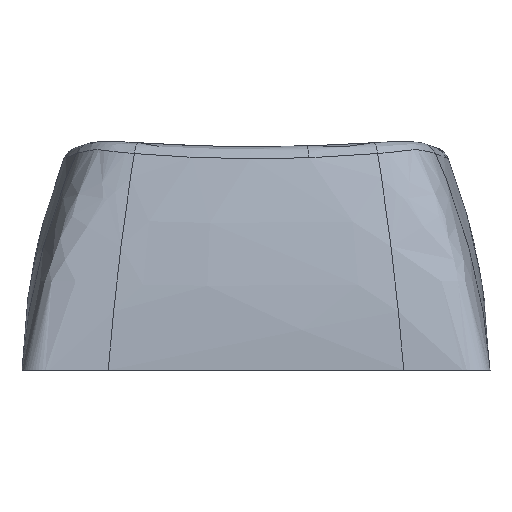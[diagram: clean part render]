
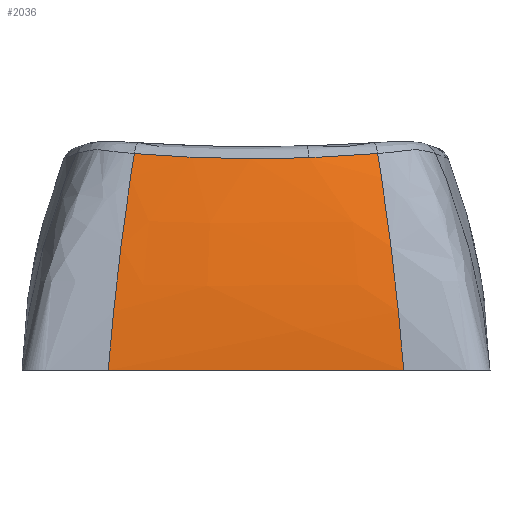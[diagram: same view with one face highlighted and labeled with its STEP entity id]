
A CAD part, front view. The second image highlights one B-rep face of the part: STEP entity #2036.
In plain terms, the highlighted free-form (B-spline) face has degree [3, 3] with [5, 11] control points.
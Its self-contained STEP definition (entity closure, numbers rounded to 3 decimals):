
#55=B_SPLINE_SURFACE_WITH_KNOTS('',3,3,((#10596,#10597,#10598,#10599,#10600,
#10601,#10602,#10603,#10604,#10605,#10606),(#10607,#10608,#10609,#10610,
#10611,#10612,#10613,#10614,#10615,#10616,#10617),(#10618,#10619,#10620,
#10621,#10622,#10623,#10624,#10625,#10626,#10627,#10628),(#10629,#10630,
#10631,#10632,#10633,#10634,#10635,#10636,#10637,#10638,#10639),(#10640,
#10641,#10642,#10643,#10644,#10645,#10646,#10647,#10648,#10649,#10650)),
 .UNSPECIFIED.,.F.,.F.,.F.,(4,1,4),(4,1,1,2,1,1,1,4),(-1.,-0.593,
-0.051),(-5.405,-5.356,-5.29,
-5.157,-4.813,-4.673,-4.604,
-4.518),.UNSPECIFIED.);
#216=B_SPLINE_CURVE_WITH_KNOTS('',3,(#9267,#9268,#9269,#9270),
 .UNSPECIFIED.,.F.,.F.,(4,4),(-0.149,-0.051),
 .UNSPECIFIED.);
#217=B_SPLINE_CURVE_WITH_KNOTS('',3,(#9272,#9273,#9274,#9275,#9276),
 .UNSPECIFIED.,.F.,.F.,(4,1,4),(-1.,-0.59,-0.149),
 .UNSPECIFIED.);
#229=B_SPLINE_CURVE_WITH_KNOTS('',3,(#10162,#10163,#10164,#10165),
 .UNSPECIFIED.,.F.,.F.,(4,4),(-0.264,0.),
 .UNSPECIFIED.);
#239=B_SPLINE_CURVE_WITH_KNOTS('',3,(#10440,#10441,#10442,#10443,#10444,
#10445,#10446,#10447,#10448,#10449),.UNSPECIFIED.,.F.,.F.,(4,2,2,2,4),(-0.929,
-0.842,-0.772,-0.628,-0.264),
 .UNSPECIFIED.);
#246=B_SPLINE_CURVE_WITH_KNOTS('',3,(#10652,#10653,#10654,#10655),
 .UNSPECIFIED.,.F.,.F.,(4,4),(-0.149,-0.051),
 .UNSPECIFIED.);
#247=B_SPLINE_CURVE_WITH_KNOTS('',3,(#10657,#10658,#10659,#10660,#10661),
 .UNSPECIFIED.,.F.,.F.,(4,1,4),(-1.,-0.593,-0.149),
 .UNSPECIFIED.);
#366=LINE('',#10662,#434);
#434=VECTOR('',#2465,10.);
#541=FACE_OUTER_BOUND('',#648,.T.);
#648=EDGE_LOOP('',(#1827,#1828,#1829,#1830,#1831,#1832,#1833));
#911=VERTEX_POINT('',#9258);
#912=VERTEX_POINT('',#9266);
#913=VERTEX_POINT('',#9271);
#922=VERTEX_POINT('',#10153);
#932=VERTEX_POINT('',#10438);
#937=VERTEX_POINT('',#10651);
#938=VERTEX_POINT('',#10656);
#1219=EDGE_CURVE('',#912,#911,#216,.T.);
#1220=EDGE_CURVE('',#913,#912,#217,.T.);
#1232=EDGE_CURVE('',#922,#911,#229,.T.);
#1246=EDGE_CURVE('',#932,#922,#239,.T.);
#1253=EDGE_CURVE('',#937,#932,#246,.T.);
#1254=EDGE_CURVE('',#938,#937,#247,.T.);
#1255=EDGE_CURVE('',#913,#938,#366,.T.);
#1827=ORIENTED_EDGE('',*,*,#1219,.T.);
#1828=ORIENTED_EDGE('',*,*,#1232,.F.);
#1829=ORIENTED_EDGE('',*,*,#1246,.F.);
#1830=ORIENTED_EDGE('',*,*,#1253,.F.);
#1831=ORIENTED_EDGE('',*,*,#1254,.F.);
#1832=ORIENTED_EDGE('',*,*,#1255,.F.);
#1833=ORIENTED_EDGE('',*,*,#1220,.T.);
#2036=ADVANCED_FACE('',(#541),#55,.T.);
#2465=DIRECTION('',(-1.,0.,0.));
#9258=CARTESIAN_POINT('',(25.734,-6.728,3.887));
#9266=CARTESIAN_POINT('',(25.884,-7.132,2.943));
#9267=CARTESIAN_POINT('Ctrl Pts',(25.884,-7.132,2.943));
#9268=CARTESIAN_POINT('Ctrl Pts',(25.836,-7.006,3.256));
#9269=CARTESIAN_POINT('Ctrl Pts',(25.786,-6.872,3.571));
#9270=CARTESIAN_POINT('Ctrl Pts',(25.734,-6.728,3.887));
#9271=CARTESIAN_POINT('',(26.75,-8.855,-4.55));
#9272=CARTESIAN_POINT('Ctrl Pts',(26.75,-8.855,-4.55));
#9273=CARTESIAN_POINT('Ctrl Pts',(26.67,-8.793,-3.519));
#9274=CARTESIAN_POINT('Ctrl Pts',(26.438,-8.446,-1.127));
#9275=CARTESIAN_POINT('Ctrl Pts',(26.1,-7.697,1.531));
#9276=CARTESIAN_POINT('Ctrl Pts',(25.884,-7.132,2.943));
#10153=CARTESIAN_POINT('',(23.061,-7.132,3.723));
#10162=CARTESIAN_POINT('Ctrl Pts',(23.061,-7.132,3.723));
#10163=CARTESIAN_POINT('Ctrl Pts',(23.961,-7.051,3.757));
#10164=CARTESIAN_POINT('Ctrl Pts',(24.855,-6.916,3.812));
#10165=CARTESIAN_POINT('Ctrl Pts',(25.734,-6.728,3.887));
#10438=CARTESIAN_POINT('',(16.267,-6.728,3.887));
#10440=CARTESIAN_POINT('Ctrl Pts',(16.267,-6.728,3.887));
#10441=CARTESIAN_POINT('Ctrl Pts',(16.556,-6.79,3.862));
#10442=CARTESIAN_POINT('Ctrl Pts',(16.846,-6.846,3.839));
#10443=CARTESIAN_POINT('Ctrl Pts',(17.376,-6.936,3.803));
#10444=CARTESIAN_POINT('Ctrl Pts',(17.615,-6.973,3.787));
#10445=CARTESIAN_POINT('Ctrl Pts',(18.342,-7.073,3.746));
#10446=CARTESIAN_POINT('Ctrl Pts',(18.832,-7.125,3.725));
#10447=CARTESIAN_POINT('Ctrl Pts',(20.567,-7.251,3.673));
#10448=CARTESIAN_POINT('Ctrl Pts',(21.816,-7.245,3.678));
#10449=CARTESIAN_POINT('Ctrl Pts',(23.061,-7.132,3.723));
#10596=CARTESIAN_POINT('Ctrl Pts',(26.75,-8.855,-4.55));
#10597=CARTESIAN_POINT('Ctrl Pts',(26.528,-8.855,-4.55));
#10598=CARTESIAN_POINT('Ctrl Pts',(26.01,-8.855,-4.55));
#10599=CARTESIAN_POINT('Ctrl Pts',(24.904,-8.855,-4.55));
#10600=CARTESIAN_POINT('Ctrl Pts',(24.034,-8.855,-4.55));
#10601=CARTESIAN_POINT('Ctrl Pts',(21.939,-8.855,-4.55));
#10602=CARTESIAN_POINT('Ctrl Pts',(19.876,-8.855,-4.55));
#10603=CARTESIAN_POINT('Ctrl Pts',(17.536,-8.855,-4.55));
#10604=CARTESIAN_POINT('Ctrl Pts',(16.284,-8.855,-4.55));
#10605=CARTESIAN_POINT('Ctrl Pts',(15.62,-8.855,-4.55));
#10606=CARTESIAN_POINT('Ctrl Pts',(15.25,-8.855,-4.55));
#10607=CARTESIAN_POINT('Ctrl Pts',(26.671,-8.794,-3.528));
#10608=CARTESIAN_POINT('Ctrl Pts',(26.453,-8.798,-3.531));
#10609=CARTESIAN_POINT('Ctrl Pts',(25.944,-8.807,-3.536));
#10610=CARTESIAN_POINT('Ctrl Pts',(24.855,-8.824,-3.545));
#10611=CARTESIAN_POINT('Ctrl Pts',(23.998,-8.834,-3.551));
#10612=CARTESIAN_POINT('Ctrl Pts',(21.93,-8.851,-3.561));
#10613=CARTESIAN_POINT('Ctrl Pts',(19.888,-8.852,-3.561));
#10614=CARTESIAN_POINT('Ctrl Pts',(17.578,-8.829,-3.548));
#10615=CARTESIAN_POINT('Ctrl Pts',(16.346,-8.812,-3.539));
#10616=CARTESIAN_POINT('Ctrl Pts',(15.693,-8.801,-3.532));
#10617=CARTESIAN_POINT('Ctrl Pts',(15.33,-8.794,-3.528));
#10618=CARTESIAN_POINT('Ctrl Pts',(26.413,-8.408,-0.865));
#10619=CARTESIAN_POINT('Ctrl Pts',(26.208,-8.423,-0.872));
#10620=CARTESIAN_POINT('Ctrl Pts',(25.727,-8.456,-0.889));
#10621=CARTESIAN_POINT('Ctrl Pts',(24.695,-8.518,-0.918));
#10622=CARTESIAN_POINT('Ctrl Pts',(23.875,-8.553,-0.936));
#10623=CARTESIAN_POINT('Ctrl Pts',(21.899,-8.617,-0.966));
#10624=CARTESIAN_POINT('Ctrl Pts',(19.929,-8.62,-0.968));
#10625=CARTESIAN_POINT('Ctrl Pts',(17.718,-8.537,-0.928));
#10626=CARTESIAN_POINT('Ctrl Pts',(16.546,-8.473,-0.897));
#10627=CARTESIAN_POINT('Ctrl Pts',(15.93,-8.433,-0.877));
#10628=CARTESIAN_POINT('Ctrl Pts',(15.589,-8.408,-0.865));
#10629=CARTESIAN_POINT('Ctrl Pts',(26.023,-7.525,2.133));
#10630=CARTESIAN_POINT('Ctrl Pts',(25.836,-7.553,2.123));
#10631=CARTESIAN_POINT('Ctrl Pts',(25.397,-7.614,2.099));
#10632=CARTESIAN_POINT('Ctrl Pts',(24.447,-7.728,2.056));
#10633=CARTESIAN_POINT('Ctrl Pts',(23.685,-7.794,2.031));
#10634=CARTESIAN_POINT('Ctrl Pts',(21.848,-7.912,1.986));
#10635=CARTESIAN_POINT('Ctrl Pts',(19.994,-7.917,1.985));
#10636=CARTESIAN_POINT('Ctrl Pts',(17.933,-7.763,2.043));
#10637=CARTESIAN_POINT('Ctrl Pts',(16.851,-7.646,2.087));
#10638=CARTESIAN_POINT('Ctrl Pts',(16.288,-7.571,2.116));
#10639=CARTESIAN_POINT('Ctrl Pts',(15.978,-7.526,2.133));
#10640=CARTESIAN_POINT('Ctrl Pts',(25.734,-6.728,3.887));
#10641=CARTESIAN_POINT('Ctrl Pts',(25.559,-6.764,3.876));
#10642=CARTESIAN_POINT('Ctrl Pts',(25.149,-6.842,3.851));
#10643=CARTESIAN_POINT('Ctrl Pts',(24.26,-6.988,3.806));
#10644=CARTESIAN_POINT('Ctrl Pts',(23.54,-7.073,3.78));
#10645=CARTESIAN_POINT('Ctrl Pts',(21.809,-7.223,3.733));
#10646=CARTESIAN_POINT('Ctrl Pts',(20.044,-7.229,3.731));
#10647=CARTESIAN_POINT('Ctrl Pts',(18.095,-7.032,3.792));
#10648=CARTESIAN_POINT('Ctrl Pts',(17.08,-6.882,3.839));
#10649=CARTESIAN_POINT('Ctrl Pts',(16.554,-6.787,3.869));
#10650=CARTESIAN_POINT('Ctrl Pts',(16.267,-6.728,3.887));
#10651=CARTESIAN_POINT('',(16.117,-7.132,2.943));
#10652=CARTESIAN_POINT('Ctrl Pts',(16.117,-7.132,2.943));
#10653=CARTESIAN_POINT('Ctrl Pts',(16.165,-7.006,3.256));
#10654=CARTESIAN_POINT('Ctrl Pts',(16.215,-6.872,3.571));
#10655=CARTESIAN_POINT('Ctrl Pts',(16.267,-6.728,3.887));
#10656=CARTESIAN_POINT('',(15.25,-8.855,-4.55));
#10657=CARTESIAN_POINT('Ctrl Pts',(15.25,-8.855,-4.55));
#10658=CARTESIAN_POINT('Ctrl Pts',(15.33,-8.794,-3.528));
#10659=CARTESIAN_POINT('Ctrl Pts',(15.562,-8.448,-1.139));
#10660=CARTESIAN_POINT('Ctrl Pts',(15.899,-7.702,1.519));
#10661=CARTESIAN_POINT('Ctrl Pts',(16.117,-7.132,2.943));
#10662=CARTESIAN_POINT('',(29.105,-8.855,-4.55));
